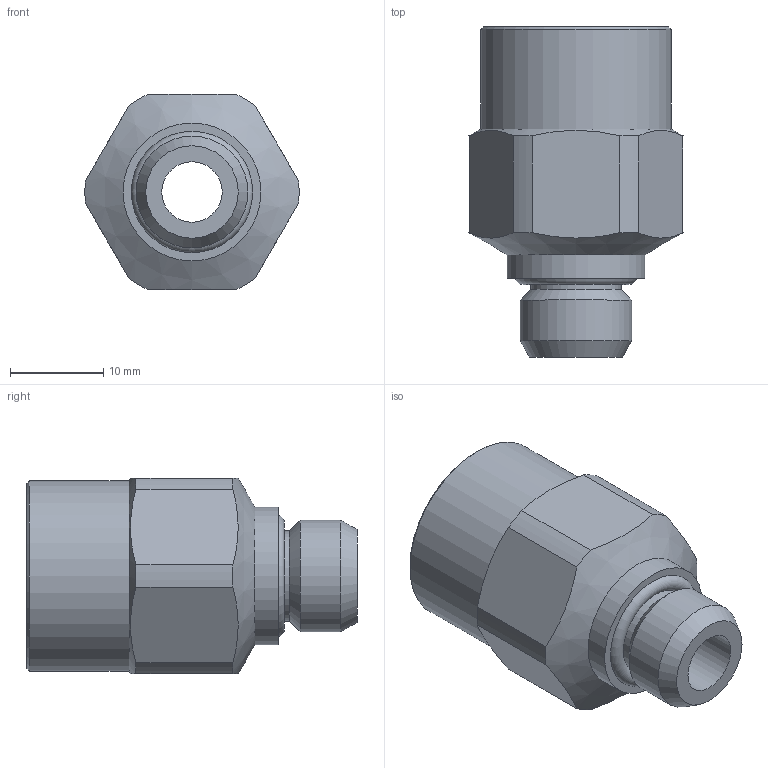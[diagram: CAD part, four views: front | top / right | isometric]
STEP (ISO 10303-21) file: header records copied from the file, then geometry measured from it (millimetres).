
FILE_DESCRIPTION(( 'MAF.12.12.M12X1.5.stp' ), '1');
FILE_NAME( 'MAF.12.12.M12X1.5.stp', '2021-02-19T15:27:49',( 'Sopra'),('sopra-pneumatic.com'), 'SwSTEP 2.0','SolidWorks 2009','' );
FILE_SCHEMA( ( 'AUTOMOTIVE_DESIGN { 1 0 10303 214 1 1 1 1 }' ) );
Length unit declared in the file: millimetre
Products named in the file (1): Rivoluzione1
Bounding box: 22.99 x 35.5 x 21 mm (x, y, z)
Volume: 7054.4 mm3; surface area: 4771.1 mm2
Topology: 1 solids, 1 shells, 175 faces, 462 edges, 307 vertices
Faces by surface type: plane 83, bspline 66, cylinder 16, cone 7, torus 3
Full cylindrical faces by diameter (mm): 6.5 x1, 7.4 x1, 8.8 x1, 9.7 x1, 12 x1, 12.15 x2, 14.8 x1, 18 x1, 20.5 x1
Entity records: 10031 total; most frequent: CARTESIAN_POINT 4849, ORIENTED_EDGE 870, DIRECTION 545, EDGE_CURVE 435, VERTEX_POINT 300, LINE 249, VECTOR 249, EDGE_LOOP 215
